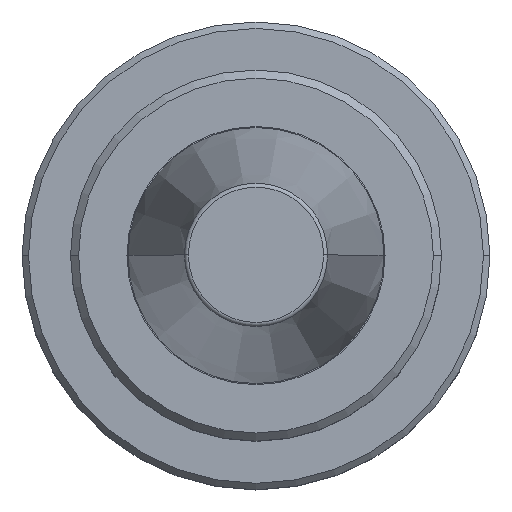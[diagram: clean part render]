
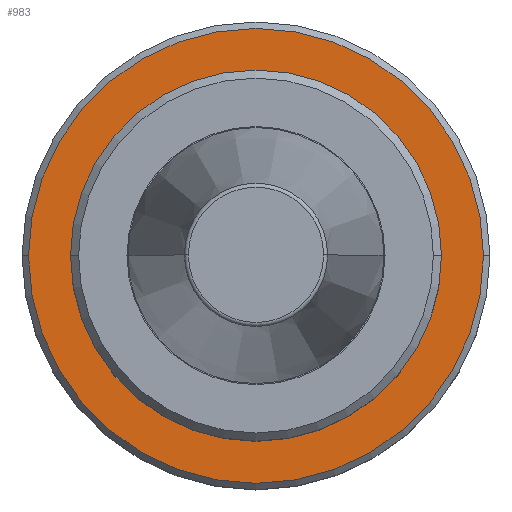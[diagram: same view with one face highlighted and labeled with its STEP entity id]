
A CAD part, top view. The second image highlights one B-rep face of the part: STEP entity #983.
In plain terms, the highlighted planar face has unit normal (0, 0, 1).
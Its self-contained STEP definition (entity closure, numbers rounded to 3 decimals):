
#64 = AXIS2_PLACEMENT_3D ( 'NONE', #659, #614, #608 ) ;
#106 = CIRCLE ( 'NONE', #1521, 22. ) ;
#167 = CARTESIAN_POINT ( 'NONE',  ( -22., 0., -24. ) ) ;
#169 = ORIENTED_EDGE ( 'NONE', *, *, #361, .F. ) ;
#181 = EDGE_CURVE ( 'NONE', #1693, #2188, #709, .T. ) ;
#220 = DIRECTION ( 'NONE',  ( 1., 0., 0. ) ) ;
#341 = CIRCLE ( 'NONE', #1621, 28.2 ) ;
#361 = EDGE_CURVE ( 'NONE', #772, #1175, #106, .T. ) ;
#401 = AXIS2_PLACEMENT_3D ( 'NONE', #1090, #1078, #1068 ) ;
#419 = DIRECTION ( 'NONE',  ( 1., 0., 0. ) ) ;
#533 = ORIENTED_EDGE ( 'NONE', *, *, #1234, .T. ) ;
#608 = DIRECTION ( 'NONE',  ( -1., 0., 0. ) ) ;
#614 = DIRECTION ( 'NONE',  ( 0., 0., -1. ) ) ;
#634 = PLANE ( 'NONE',  #64 ) ;
#650 = AXIS2_PLACEMENT_3D ( 'NONE', #2003, #702, #419 ) ;
#659 = CARTESIAN_POINT ( 'NONE',  ( 0., 28.2, -24. ) ) ;
#702 = DIRECTION ( 'NONE',  ( 0., 0., 1. ) ) ;
#709 = CIRCLE ( 'NONE', #650, 28.2 ) ;
#772 = VERTEX_POINT ( 'NONE', #1137 ) ;
#813 = EDGE_LOOP ( 'NONE', ( #1365, #533 ) ) ;
#836 = EDGE_CURVE ( 'NONE', #1175, #772, #2116, .T. ) ;
#890 = EDGE_LOOP ( 'NONE', ( #169, #1237 ) ) ;
#983 = ADVANCED_FACE ( 'NONE', ( #1319, #1684 ), #634, .F. ) ;
#1068 = DIRECTION ( 'NONE',  ( 1., 0., 0. ) ) ;
#1078 = DIRECTION ( 'NONE',  ( 0., 0., 1. ) ) ;
#1090 = CARTESIAN_POINT ( 'NONE',  ( 0., 0., -24. ) ) ;
#1137 = CARTESIAN_POINT ( 'NONE',  ( 22., 0., -24. ) ) ;
#1175 = VERTEX_POINT ( 'NONE', #167 ) ;
#1189 = CARTESIAN_POINT ( 'NONE',  ( -28.2, 0., -24. ) ) ;
#1193 = CARTESIAN_POINT ( 'NONE',  ( 0., 0., -24. ) ) ;
#1234 = EDGE_CURVE ( 'NONE', #2188, #1693, #341, .T. ) ;
#1237 = ORIENTED_EDGE ( 'NONE', *, *, #836, .F. ) ;
#1319 = FACE_BOUND ( 'NONE', #890, .T. ) ;
#1365 = ORIENTED_EDGE ( 'NONE', *, *, #181, .T. ) ;
#1426 = DIRECTION ( 'NONE',  ( 0., 0., 1. ) ) ;
#1521 = AXIS2_PLACEMENT_3D ( 'NONE', #1193, #1426, #220 ) ;
#1621 = AXIS2_PLACEMENT_3D ( 'NONE', #2168, #2175, #2131 ) ;
#1684 = FACE_OUTER_BOUND ( 'NONE', #813, .T. ) ;
#1693 = VERTEX_POINT ( 'NONE', #1189 ) ;
#1988 = CARTESIAN_POINT ( 'NONE',  ( 28.2, 0., -24. ) ) ;
#2003 = CARTESIAN_POINT ( 'NONE',  ( 0., 0., -24. ) ) ;
#2116 = CIRCLE ( 'NONE', #401, 22. ) ;
#2131 = DIRECTION ( 'NONE',  ( 1., 0., 0. ) ) ;
#2168 = CARTESIAN_POINT ( 'NONE',  ( 0., 0., -24. ) ) ;
#2175 = DIRECTION ( 'NONE',  ( 0., 0., 1. ) ) ;
#2188 = VERTEX_POINT ( 'NONE', #1988 ) ;
